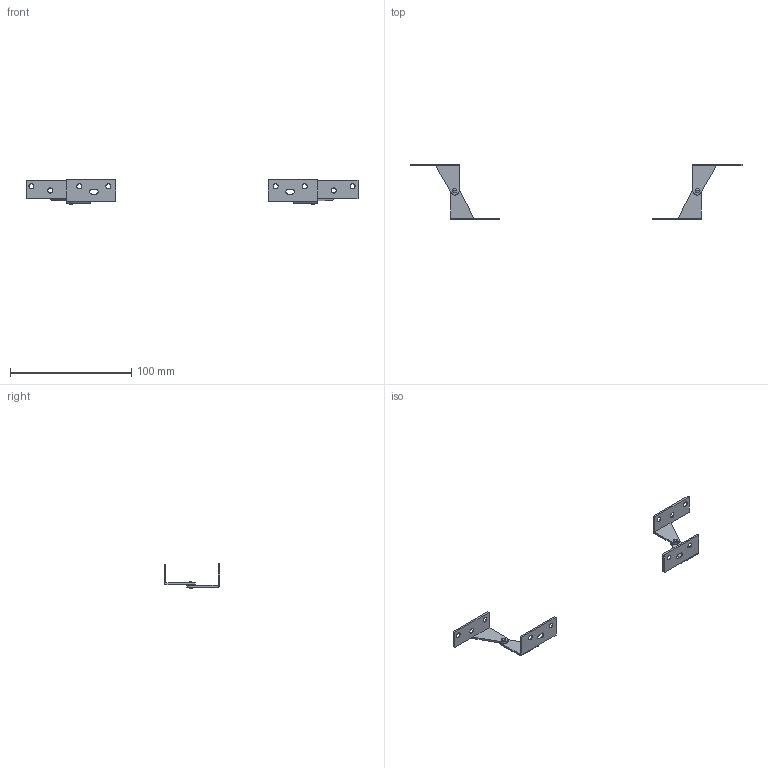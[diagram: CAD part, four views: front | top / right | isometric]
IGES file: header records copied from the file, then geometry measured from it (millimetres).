
Start section: SolidWorks IGES file using analytic representation for surfaces
Global section: file name: B-1057-3_.IGS,15; native system: HSolidWorks 2021; preprocessor: SolidWorks 2021; author: 1444to; date: 221227.134935; units: millimetre
Bounding box: 274 x 46 x 20.5 mm (x, y, z)
Surface area: 9017.5 mm2 (no closed solid volume)
Topology: 0 solids, 0 shells, 138 faces, 2282 edges, 2278 vertices
Faces by surface type: revolution 86, bspline 52
